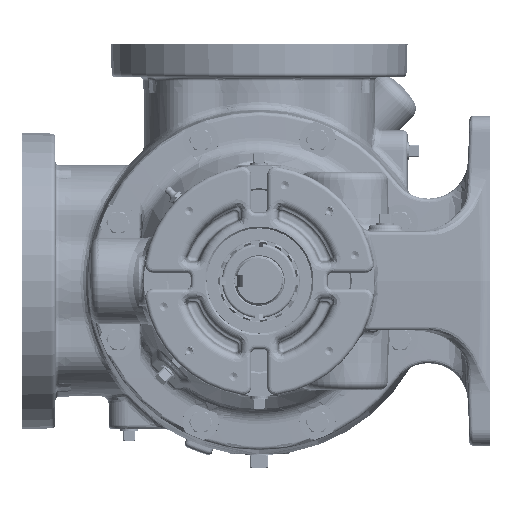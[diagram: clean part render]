
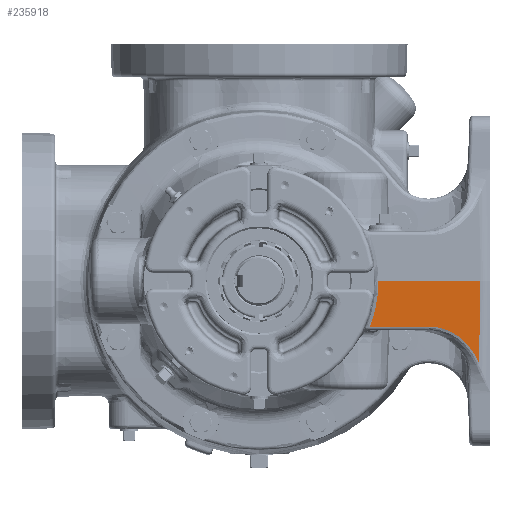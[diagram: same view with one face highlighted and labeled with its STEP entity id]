
A CAD part, left-side view. The second image highlights one B-rep face of the part: STEP entity #235918.
In plain terms, the highlighted planar face has unit normal (-0.642, -0.766, -0.035).
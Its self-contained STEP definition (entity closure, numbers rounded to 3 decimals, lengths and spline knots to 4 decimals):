
#412 = EDGE_CURVE ( 'NONE', #283319, #255229, #155376, .T. ) ;
#1145 = EDGE_CURVE ( 'NONE', #299027, #168497, #104873, .T. ) ;
#7172 = CARTESIAN_POINT ( 'NONE',  ( -5.896, -6.6677, -2.4956 ) ) ;
#7446 = ORIENTED_EDGE ( 'NONE', *, *, #52522, .T. ) ;
#9491 = CARTESIAN_POINT ( 'NONE',  ( -7.7607, -5.1537, -1.3842 ) ) ;
#10388 = CARTESIAN_POINT ( 'NONE',  ( -5.3907, -7.2054, 0. ) ) ;
#34055 = VERTEX_POINT ( 'NONE', #281199 ) ;
#39257 = CARTESIAN_POINT ( 'NONE',  ( -5.3596, -7.1684, -1.3842 ) ) ;
#39492 = ORIENTED_EDGE ( 'NONE', *, *, #1145, .T. ) ;
#40108 = DIRECTION ( 'NONE',  ( 0.766, -0.643, 0. ) ) ;
#52522 = EDGE_CURVE ( 'NONE', #34055, #283319, #161920, .T. ) ;
#52950 = CARTESIAN_POINT ( 'NONE',  ( -9.667, -3.6172, 0. ) ) ;
#55124 = CARTESIAN_POINT ( 'NONE',  ( -6.962, -5.8238, -1.3842 ) ) ;
#57905 = DIRECTION ( 'NONE',  ( 0.766, -0.643, 0. ) ) ;
#88235 = ORIENTED_EDGE ( 'NONE', *, *, #412, .T. ) ;
#89597 = DIRECTION ( 'NONE',  ( -0.642, -0.766, -0.035 ) ) ;
#91033 = EDGE_CURVE ( 'NONE', #255229, #299027, #281779, .T. ) ;
#104873 = LINE ( 'NONE', #199310, #267115 ) ;
#118858 = VECTOR ( 'NONE', #57905, 39.3701 ) ;
#122083 = ORIENTED_EDGE ( 'NONE', *, *, #128607, .F. ) ;
#128607 = EDGE_CURVE ( 'NONE', #34055, #168497, #203792, .T. ) ;
#130954 = AXIS2_PLACEMENT_3D ( 'NONE', #137584, #89597, #40108 ) ;
#131024 = VECTOR ( 'NONE', #152761, 39.3701 ) ;
#131160 = DIRECTION ( 'NONE',  ( -0.035, -0.016, 0.999 ) ) ;
#137584 = CARTESIAN_POINT ( 'NONE',  ( -5.3907, -7.2054, 0. ) ) ;
#148894 = CARTESIAN_POINT ( 'NONE',  ( -9.7202, -3.5297, -0.9402 ) ) ;
#152761 = DIRECTION ( 'NONE',  ( 0.766, -0.643, 0. ) ) ;
#155376 = LINE ( 'NONE', #39257, #118858 ) ;
#156856 = ORIENTED_EDGE ( 'NONE', *, *, #91033, .T. ) ;
#157739 = PLANE ( 'NONE',  #130954 ) ;
#161920 =( BOUNDED_CURVE ( )  B_SPLINE_CURVE ( 3, ( #52950, #261974, #148894, #288222 ),
 .UNSPECIFIED., .F., .T. ) 
 B_SPLINE_CURVE_WITH_KNOTS ( ( 4, 4 ),
 ( 3.1004, 3.454 ),
 .UNSPECIFIED. ) 
 CURVE ( )  GEOMETRIC_REPRESENTATION_ITEM ( )  RATIONAL_B_SPLINE_CURVE ( ( 1., 0.99, 0.99, 1. ) ) 
 REPRESENTATION_ITEM ( '' )  );
#168497 = VERTEX_POINT ( 'NONE', #184733 ) ;
#184733 = CARTESIAN_POINT ( 'NONE',  ( -5.9831, -6.7083, 0. ) ) ;
#199310 = CARTESIAN_POINT ( 'NONE',  ( -5.983, -6.7083, -0.0038 ) ) ;
#201989 = CARTESIAN_POINT ( 'NONE',  ( -9.894, -3.3636, -1.3842 ) ) ;
#203792 = LINE ( 'NONE', #10388, #131024 ) ;
#210310 = FACE_OUTER_BOUND ( 'NONE', #244216, .T. ) ;
#214639 = CARTESIAN_POINT ( 'NONE',  ( -7.7607, -5.1537, -1.3842 ) ) ;
#219234 = CARTESIAN_POINT ( 'NONE',  ( -6.2759, -6.3809, -1.7931 ) ) ;
#235918 = ADVANCED_FACE ( 'Defeatured_0_4303', ( #210310 ), #157739, .T. ) ;
#244216 = EDGE_LOOP ( 'NONE', ( #122083, #7446, #88235, #156856, #39492 ) ) ;
#255229 = VERTEX_POINT ( 'NONE', #9491 ) ;
#261974 = CARTESIAN_POINT ( 'NONE',  ( -9.6437, -3.6151, -0.474 ) ) ;
#264548 = CARTESIAN_POINT ( 'NONE',  ( -5.896, -6.6677, -2.4956 ) ) ;
#267115 = VECTOR ( 'NONE', #131160, 39.3701 ) ;
#281199 = CARTESIAN_POINT ( 'NONE',  ( -9.667, -3.6172, 0. ) ) ;
#281779 =( BOUNDED_CURVE ( )  B_SPLINE_CURVE ( 3, ( #214639, #55124, #219234, #7172 ),
 .UNSPECIFIED., .F., .F. ) 
 B_SPLINE_CURVE_WITH_KNOTS ( ( 4, 4 ),
 ( 1.6251, 2.7001 ),
 .UNSPECIFIED. ) 
 CURVE ( )  GEOMETRIC_REPRESENTATION_ITEM ( )  RATIONAL_B_SPLINE_CURVE ( ( 1., 0.906, 0.906, 1. ) ) 
 REPRESENTATION_ITEM ( '' )  );
#283319 = VERTEX_POINT ( 'NONE', #201989 ) ;
#288222 = CARTESIAN_POINT ( 'NONE',  ( -9.894, -3.3636, -1.3842 ) ) ;
#299027 = VERTEX_POINT ( 'NONE', #264548 ) ;
